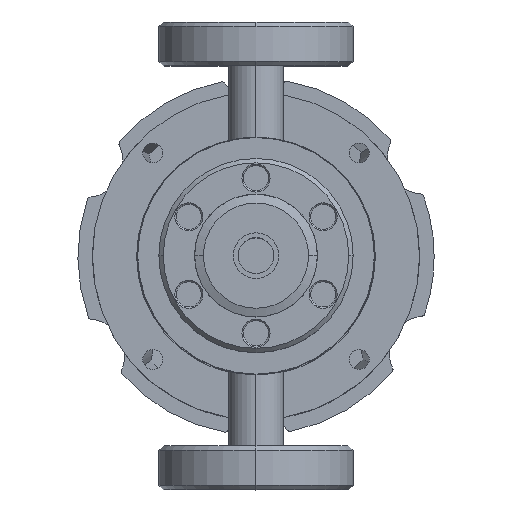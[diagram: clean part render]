
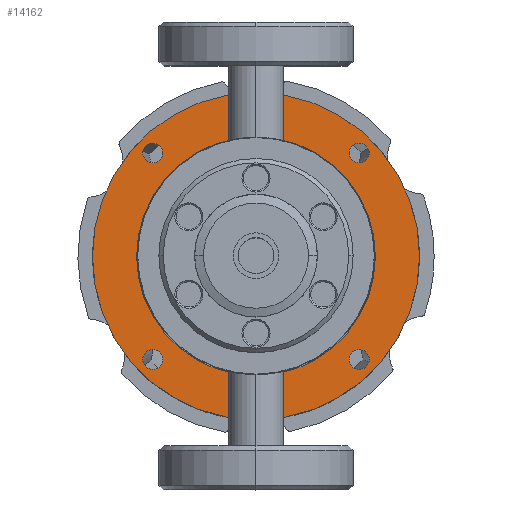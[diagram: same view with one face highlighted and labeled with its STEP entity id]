
A CAD part, top view. The second image highlights one B-rep face of the part: STEP entity #14162.
In plain terms, the highlighted planar face has unit normal (0, 0, 1).
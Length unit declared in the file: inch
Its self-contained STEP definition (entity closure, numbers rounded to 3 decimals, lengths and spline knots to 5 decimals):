
#250 = CARTESIAN_POINT ( 'NONE',  ( -0.8175, 0., -0.72 ) ) ;
#375 = EDGE_CURVE ( 'NONE', #15467, #4916, #2500, .T. ) ;
#533 = DIRECTION ( 'NONE',  ( 1., 0., 0. ) ) ;
#811 = CARTESIAN_POINT ( 'NONE',  ( 0.63911, 0.70711, -0.72 ) ) ;
#892 = DIRECTION ( 'NONE',  ( 1., 0., 0. ) ) ;
#916 = DIRECTION ( 'NONE',  ( 0., 0., 1. ) ) ;
#919 = PLANE ( 'NONE',  #8559 ) ;
#935 = DIRECTION ( 'NONE',  ( -1., 0., 0. ) ) ;
#942 = DIRECTION ( 'NONE',  ( 0., 0., -1. ) ) ;
#959 = CARTESIAN_POINT ( 'NONE',  ( 0.70711, -0.70711, -0.72 ) ) ;
#1071 = AXIS2_PLACEMENT_3D ( 'NONE', #13869, #13105, #12939 ) ;
#1196 = CIRCLE ( 'NONE', #1071, 0.068 ) ;
#1273 = CARTESIAN_POINT ( 'NONE',  ( -1.12, 0., -0.72 ) ) ;
#1341 = CARTESIAN_POINT ( 'NONE',  ( 0., 0., -0.72 ) ) ;
#1367 = EDGE_CURVE ( 'NONE', #6162, #14909, #1196, .T. ) ;
#1385 = CARTESIAN_POINT ( 'NONE',  ( -0.39598, -0.39598, -0.72 ) ) ;
#1400 = FACE_BOUND ( 'NONE', #13393, .T. ) ;
#1411 = EDGE_LOOP ( 'NONE', ( #10097, #7847 ) ) ;
#1605 = FACE_BOUND ( 'NONE', #10894, .T. ) ;
#1789 = VERTEX_POINT ( 'NONE', #1273 ) ;
#1886 = CIRCLE ( 'NONE', #9753, 0.068 ) ;
#1981 = CIRCLE ( 'NONE', #6120, 1.12 ) ;
#2009 = EDGE_CURVE ( 'NONE', #16792, #1789, #2641, .T. ) ;
#2131 = DIRECTION ( 'NONE',  ( -1., 0., 0. ) ) ;
#2155 = DIRECTION ( 'NONE',  ( 0., 0., -1. ) ) ;
#2182 = CARTESIAN_POINT ( 'NONE',  ( -0.70711, 0.70711, -0.72 ) ) ;
#2500 = CIRCLE ( 'NONE', #13131, 0.068 ) ;
#2641 = CIRCLE ( 'NONE', #12843, 1.12 ) ;
#2643 = EDGE_CURVE ( 'NONE', #16923, #14592, #15936, .T. ) ;
#2723 = VERTEX_POINT ( 'NONE', #6537 ) ;
#3018 = CIRCLE ( 'NONE', #14707, 0.8175 ) ;
#3199 = ORIENTED_EDGE ( 'NONE', *, *, #5698, .T. ) ;
#3889 = EDGE_CURVE ( 'NONE', #14909, #6162, #1886, .T. ) ;
#4376 = CARTESIAN_POINT ( 'NONE',  ( 0., 0., -0.72 ) ) ;
#4395 = DIRECTION ( 'NONE',  ( 0., 0., 1. ) ) ;
#4415 = DIRECTION ( 'NONE',  ( 1., 0., 0. ) ) ;
#4572 = AXIS2_PLACEMENT_3D ( 'NONE', #8325, #8304, #8299 ) ;
#4790 = FACE_BOUND ( 'NONE', #14018, .T. ) ;
#4916 = VERTEX_POINT ( 'NONE', #5657 ) ;
#5297 = ORIENTED_EDGE ( 'NONE', *, *, #2009, .T. ) ;
#5506 = CARTESIAN_POINT ( 'NONE',  ( 0.77511, -0.70711, -0.72 ) ) ;
#5607 = AXIS2_PLACEMENT_3D ( 'NONE', #2182, #2155, #2131 ) ;
#5657 = CARTESIAN_POINT ( 'NONE',  ( -0.63911, -0.70711, -0.72 ) ) ;
#5698 = EDGE_CURVE ( 'NONE', #9411, #13496, #3018, .T. ) ;
#6043 = EDGE_CURVE ( 'NONE', #2723, #8189, #12443, .T. ) ;
#6120 = AXIS2_PLACEMENT_3D ( 'NONE', #7182, #7160, #7139 ) ;
#6162 = VERTEX_POINT ( 'NONE', #811 ) ;
#6537 = CARTESIAN_POINT ( 'NONE',  ( -0.77511, 0.70711, -0.72 ) ) ;
#6710 = CARTESIAN_POINT ( 'NONE',  ( 0.8175, 0., -0.72 ) ) ;
#6899 = CARTESIAN_POINT ( 'NONE',  ( -0.70711, -0.70711, -0.72 ) ) ;
#7139 = DIRECTION ( 'NONE',  ( 1., 0., 0. ) ) ;
#7160 = DIRECTION ( 'NONE',  ( 0., 0., 1. ) ) ;
#7182 = CARTESIAN_POINT ( 'NONE',  ( 0., 0., -0.72 ) ) ;
#7323 = FACE_OUTER_BOUND ( 'NONE', #15505, .T. ) ;
#7418 = CARTESIAN_POINT ( 'NONE',  ( 0.77511, 0.70711, -0.72 ) ) ;
#7457 = DIRECTION ( 'NONE',  ( 1., 0., 0. ) ) ;
#7510 = DIRECTION ( 'NONE',  ( 0., 0., -1. ) ) ;
#7572 = CARTESIAN_POINT ( 'NONE',  ( 0., 0., -0.72 ) ) ;
#7847 = ORIENTED_EDGE ( 'NONE', *, *, #2643, .T. ) ;
#8189 = VERTEX_POINT ( 'NONE', #12235 ) ;
#8276 = DIRECTION ( 'NONE',  ( -1., 0., 0. ) ) ;
#8299 = DIRECTION ( 'NONE',  ( -1., 0., 0. ) ) ;
#8304 = DIRECTION ( 'NONE',  ( 0., 0., -1. ) ) ;
#8325 = CARTESIAN_POINT ( 'NONE',  ( -0.70711, 0.70711, -0.72 ) ) ;
#8341 = ORIENTED_EDGE ( 'NONE', *, *, #15643, .T. ) ;
#8559 = AXIS2_PLACEMENT_3D ( 'NONE', #1385, #916, #892 ) ;
#8609 = EDGE_CURVE ( 'NONE', #8189, #2723, #12769, .T. ) ;
#8724 = EDGE_CURVE ( 'NONE', #1789, #16792, #1981, .T. ) ;
#8938 = CARTESIAN_POINT ( 'NONE',  ( -0.70711, -0.70711, -0.72 ) ) ;
#9357 = CARTESIAN_POINT ( 'NONE',  ( -0.77511, -0.70711, -0.72 ) ) ;
#9411 = VERTEX_POINT ( 'NONE', #250 ) ;
#9446 = CIRCLE ( 'NONE', #11676, 0.8175 ) ;
#9753 = AXIS2_PLACEMENT_3D ( 'NONE', #14220, #14203, #14177 ) ;
#10063 = ORIENTED_EDGE ( 'NONE', *, *, #1367, .T. ) ;
#10097 = ORIENTED_EDGE ( 'NONE', *, *, #14150, .T. ) ;
#10103 = CIRCLE ( 'NONE', #11259, 0.068 ) ;
#10668 = FACE_BOUND ( 'NONE', #13021, .T. ) ;
#10701 = FACE_BOUND ( 'NONE', #1411, .T. ) ;
#10894 = EDGE_LOOP ( 'NONE', ( #8341, #3199 ) ) ;
#10970 = AXIS2_PLACEMENT_3D ( 'NONE', #16723, #16703, #16557 ) ;
#11147 = ORIENTED_EDGE ( 'NONE', *, *, #8724, .T. ) ;
#11259 = AXIS2_PLACEMENT_3D ( 'NONE', #959, #942, #935 ) ;
#11509 = CARTESIAN_POINT ( 'NONE',  ( 1.12, 0., -0.72 ) ) ;
#11676 = AXIS2_PLACEMENT_3D ( 'NONE', #1341, #17506, #533 ) ;
#11934 = ORIENTED_EDGE ( 'NONE', *, *, #6043, .T. ) ;
#12009 = ORIENTED_EDGE ( 'NONE', *, *, #8609, .T. ) ;
#12235 = CARTESIAN_POINT ( 'NONE',  ( -0.63911, 0.70711, -0.72 ) ) ;
#12443 = CIRCLE ( 'NONE', #5607, 0.068 ) ;
#12607 = CIRCLE ( 'NONE', #16982, 0.068 ) ;
#12769 = CIRCLE ( 'NONE', #4572, 0.068 ) ;
#12843 = AXIS2_PLACEMENT_3D ( 'NONE', #4376, #4395, #4415 ) ;
#12929 = ORIENTED_EDGE ( 'NONE', *, *, #3889, .T. ) ;
#12939 = DIRECTION ( 'NONE',  ( -1., 0., 0. ) ) ;
#13021 = EDGE_LOOP ( 'NONE', ( #14658, #17025 ) ) ;
#13061 = CARTESIAN_POINT ( 'NONE',  ( 0.63911, -0.70711, -0.72 ) ) ;
#13105 = DIRECTION ( 'NONE',  ( 0., 0., -1. ) ) ;
#13131 = AXIS2_PLACEMENT_3D ( 'NONE', #8938, #15631, #14290 ) ;
#13393 = EDGE_LOOP ( 'NONE', ( #11934, #12009 ) ) ;
#13496 = VERTEX_POINT ( 'NONE', #6710 ) ;
#13869 = CARTESIAN_POINT ( 'NONE',  ( 0.70711, 0.70711, -0.72 ) ) ;
#14018 = EDGE_LOOP ( 'NONE', ( #10063, #12929 ) ) ;
#14150 = EDGE_CURVE ( 'NONE', #14592, #16923, #10103, .T. ) ;
#14162 = ADVANCED_FACE ( 'NONE', ( #1605, #7323, #10701, #10668, #1400, #4790 ), #919, .T. ) ;
#14177 = DIRECTION ( 'NONE',  ( -1., 0., 0. ) ) ;
#14203 = DIRECTION ( 'NONE',  ( 0., 0., -1. ) ) ;
#14220 = CARTESIAN_POINT ( 'NONE',  ( 0.70711, 0.70711, -0.72 ) ) ;
#14290 = DIRECTION ( 'NONE',  ( -1., 0., 0. ) ) ;
#14592 = VERTEX_POINT ( 'NONE', #13061 ) ;
#14658 = ORIENTED_EDGE ( 'NONE', *, *, #375, .T. ) ;
#14707 = AXIS2_PLACEMENT_3D ( 'NONE', #7572, #7510, #7457 ) ;
#14909 = VERTEX_POINT ( 'NONE', #7418 ) ;
#15467 = VERTEX_POINT ( 'NONE', #9357 ) ;
#15505 = EDGE_LOOP ( 'NONE', ( #5297, #11147 ) ) ;
#15631 = DIRECTION ( 'NONE',  ( 0., 0., -1. ) ) ;
#15643 = EDGE_CURVE ( 'NONE', #13496, #9411, #9446, .T. ) ;
#15936 = CIRCLE ( 'NONE', #10970, 0.068 ) ;
#16354 = DIRECTION ( 'NONE',  ( 0., 0., -1. ) ) ;
#16557 = DIRECTION ( 'NONE',  ( -1., 0., 0. ) ) ;
#16703 = DIRECTION ( 'NONE',  ( 0., 0., -1. ) ) ;
#16723 = CARTESIAN_POINT ( 'NONE',  ( 0.70711, -0.70711, -0.72 ) ) ;
#16792 = VERTEX_POINT ( 'NONE', #11509 ) ;
#16923 = VERTEX_POINT ( 'NONE', #5506 ) ;
#16982 = AXIS2_PLACEMENT_3D ( 'NONE', #6899, #16354, #8276 ) ;
#17025 = ORIENTED_EDGE ( 'NONE', *, *, #17263, .T. ) ;
#17263 = EDGE_CURVE ( 'NONE', #4916, #15467, #12607, .T. ) ;
#17506 = DIRECTION ( 'NONE',  ( 0., 0., -1. ) ) ;
